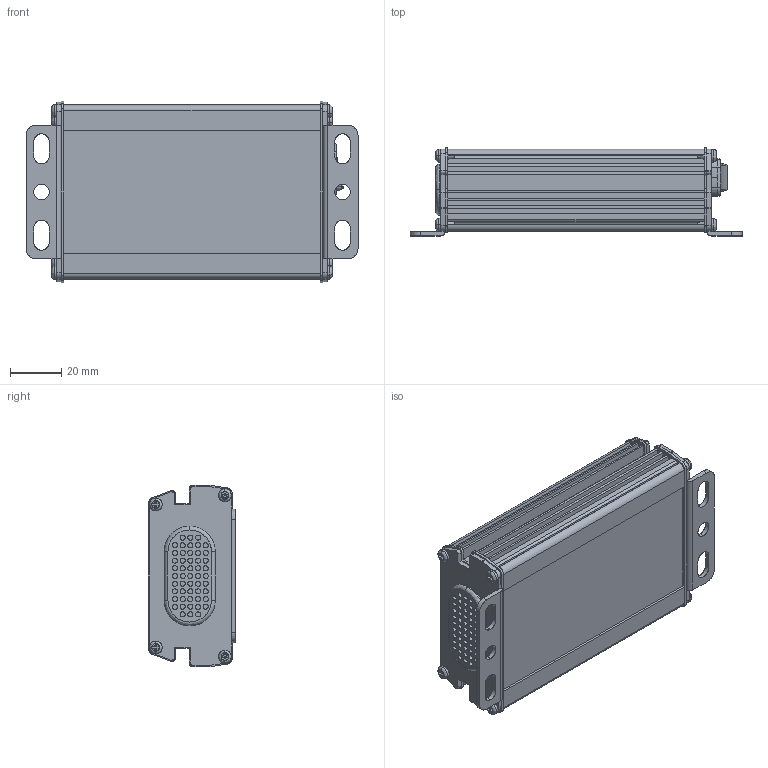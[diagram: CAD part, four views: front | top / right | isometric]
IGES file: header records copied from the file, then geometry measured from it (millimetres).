
Start section: SolidWorks IGES file using analytic representation for surfaces
Global section: file name: Grinfineon_6FET.IGS; native system: SolidWorks 2014; preprocessor: SolidWorks 2014; author: grin; date: 181228.023057; units: millimetre
Bounding box: 129.6 x 34.3 x 71 mm (x, y, z)
Surface area: 74810.4 mm2 (no closed solid volume)
Topology: 0 solids, 0 shells, 711 faces, 9896 edges, 9896 vertices
Faces by surface type: bspline 410, revolution 301
